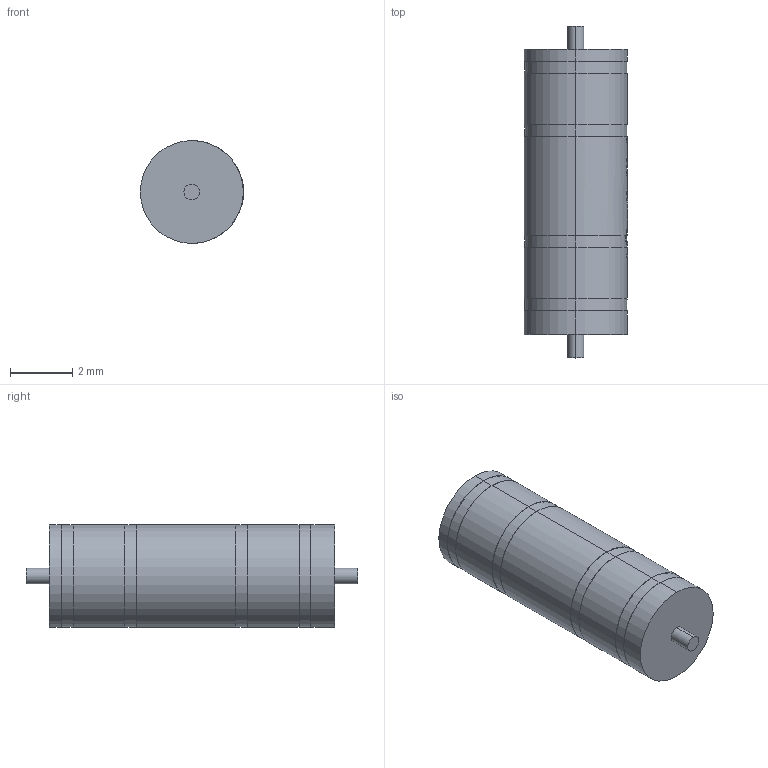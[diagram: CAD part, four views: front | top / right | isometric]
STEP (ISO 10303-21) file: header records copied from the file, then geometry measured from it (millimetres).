
FILE_DESCRIPTION (( 'STEP AP214' ), '1' );
FILE_NAME ('Ind,Wirewound,Axial,Thru,D3.3.STEP', '2020-08-16T05:47:23', ( '' ), ( '' ), 'SwSTEP 2.0', 'SolidWorks 2020', '' );
FILE_SCHEMA (( 'AUTOMOTIVE_DESIGN' ));
Length unit declared in the file: inch
Products named in the file (1): Ind,Wirewound,Axial,Thru,D3.3
Bounding box: 3.31 x 10.64 x 3.3 mm (x, y, z)
Volume: 78.3 mm3; surface area: 116.3 mm2
Topology: 3 solids, 3 shells, 107 faces, 251 edges, 166 vertices
Faces by surface type: plane 44, cylinder 34, bspline 29
Entity records: 4474 total; most frequent: CARTESIAN_POINT 1740, ORIENTED_EDGE 502, DIRECTION 371, EDGE_CURVE 251, VERTEX_POINT 166, AXIS2_PLACEMENT_3D 145, EDGE_LOOP 125, FACE_OUTER_BOUND 107
